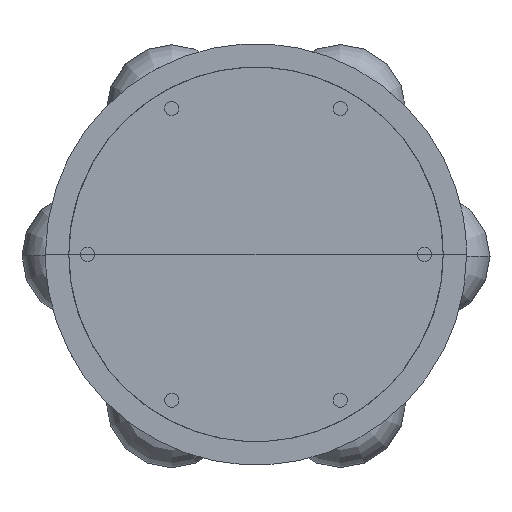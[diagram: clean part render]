
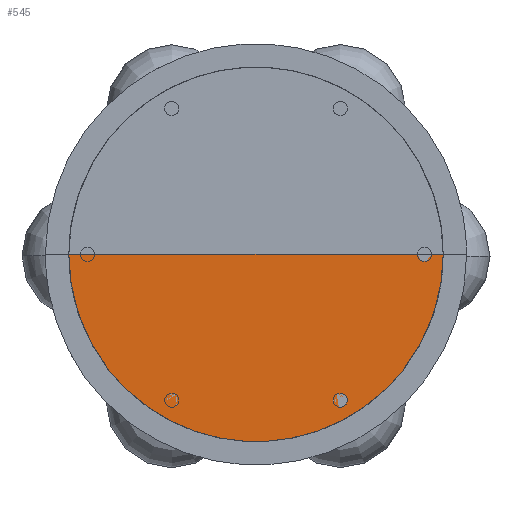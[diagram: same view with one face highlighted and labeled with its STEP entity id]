
A CAD part, top view. The second image highlights one B-rep face of the part: STEP entity #545.
In plain terms, the highlighted free-form (B-spline) face has degree [2, 1] with [5, 2] control points.
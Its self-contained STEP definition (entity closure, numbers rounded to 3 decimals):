
#161=B_SPLINE_CURVE_WITH_KNOTS('',1,(#6885,#6886),.UNSPECIFIED.,.F.,.F.,
(2,2),(0.,1169.435),.UNSPECIFIED.);
#162=B_SPLINE_CURVE_WITH_KNOTS('',1,(#6892,#6893),.UNSPECIFIED.,.F.,.F.,
(2,2),(-1169.435,0.),.UNSPECIFIED.);
#545=ADVANCED_FACE('',(#739),#2443,.T.);
#739=FACE_OUTER_BOUND('',#933,.T.);
#933=EDGE_LOOP('',(#1532,#1533,#1534));
#1532=ORIENTED_EDGE('',*,*,#1934,.T.);
#1533=ORIENTED_EDGE('',*,*,#1935,.T.);
#1534=ORIENTED_EDGE('',*,*,#1936,.T.);
#1934=EDGE_CURVE('',#2390,#2391,#161,.T.);
#1935=EDGE_CURVE('',#2391,#2392,#2164,.T.);
#1936=EDGE_CURVE('',#2392,#2390,#162,.T.);
#2164=(
BOUNDED_CURVE()
B_SPLINE_CURVE(2,(#6887,#6888,#6889,#6890,#6891),.UNSPECIFIED.,.F.,.F.)
B_SPLINE_CURVE_WITH_KNOTS((3,2,3),(-136.,-68.,0.),.UNSPECIFIED.)
CURVE()
GEOMETRIC_REPRESENTATION_ITEM()
RATIONAL_B_SPLINE_CURVE((1.,0.707,1.,0.707,1.))
REPRESENTATION_ITEM('')
);
#2390=VERTEX_POINT('',#6866);
#2391=VERTEX_POINT('',#6867);
#2392=VERTEX_POINT('',#6868);
#2443=(
BOUNDED_SURFACE()
B_SPLINE_SURFACE(2,1,((#6819,#6820),(#6821,#6822),(#6823,#6824),(#6825,
#6826),(#6827,#6828)),.UNSPECIFIED.,.F.,.F.,.F.)
B_SPLINE_SURFACE_WITH_KNOTS((3,2,3),(2,2),(0.,68.,136.),(0.,1169.435),
 .UNSPECIFIED.)
GEOMETRIC_REPRESENTATION_ITEM()
RATIONAL_B_SPLINE_SURFACE(((1.,1.),(0.707,0.707),
(1.,1.),(0.707,0.707),(1.,1.)))
REPRESENTATION_ITEM('')
SURFACE()
);
#6819=CARTESIAN_POINT('',(0.,0.,9511.197));
#6820=CARTESIAN_POINT('',(-225.,0.,9511.197));
#6821=CARTESIAN_POINT('',(0.,0.,9511.197));
#6822=CARTESIAN_POINT('',(-225.,-225.,9511.197));
#6823=CARTESIAN_POINT('',(0.,0.,9511.197));
#6824=CARTESIAN_POINT('',(0.,-225.,9511.197));
#6825=CARTESIAN_POINT('',(0.,0.,9511.197));
#6826=CARTESIAN_POINT('',(225.,-225.,9511.197));
#6827=CARTESIAN_POINT('',(0.,0.,9511.197));
#6828=CARTESIAN_POINT('',(225.,0.,9511.197));
#6866=CARTESIAN_POINT('',(0.,0.,9511.197));
#6867=CARTESIAN_POINT('',(225.,0.,9511.197));
#6868=CARTESIAN_POINT('',(-225.,0.,9511.197));
#6885=CARTESIAN_POINT('',(0.,0.,9511.197));
#6886=CARTESIAN_POINT('',(225.,0.,9511.197));
#6887=CARTESIAN_POINT('',(225.,0.,9511.197));
#6888=CARTESIAN_POINT('',(225.,-225.,9511.197));
#6889=CARTESIAN_POINT('',(0.,-225.,9511.197));
#6890=CARTESIAN_POINT('',(-225.,-225.,9511.197));
#6891=CARTESIAN_POINT('',(-225.,0.,9511.197));
#6892=CARTESIAN_POINT('',(-225.,0.,9511.197));
#6893=CARTESIAN_POINT('',(0.,0.,9511.197));
